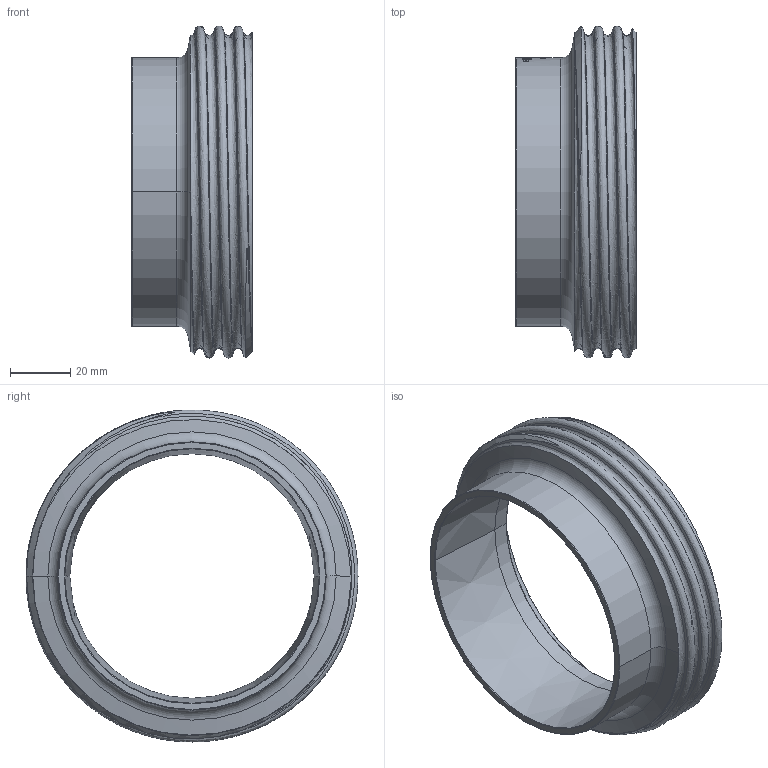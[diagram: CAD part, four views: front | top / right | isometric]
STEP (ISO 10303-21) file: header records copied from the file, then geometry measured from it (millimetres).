
FILE_DESCRIPTION (( 'STEP AP214' ), '1' );
FILE_NAME ('GL-213-088-x Gewindestutzen SC88,9x2,3 heco.STEP', '2017-09-14T06:58:44', ( '' ), ( '' ), 'SwSTEP 2.0', 'SolidWorks 2016', '' );
FILE_SCHEMA (( 'AUTOMOTIVE_DESIGN' ));
Length unit declared in the file: millimetre
Products named in the file (1): GL-213-088-x Gewindestutzen SC88,9x2,3 heco
Bounding box: 40 x 110 x 110 mm (x, y, z)
Volume: 71799.9 mm3; surface area: 33938.3 mm2
Topology: 1 solids, 1 shells, 244 faces, 632 edges, 414 vertices
Faces by surface type: bspline 127, plane 51, cylinder 36, torus 21, cone 9
Entity records: 27381 total; most frequent: CARTESIAN_POINT 20422, ORIENTED_EDGE 1264, EDGE_CURVE 632, DIRECTION 565, B_SPLINE_CURVE_WITH_KNOTS 417, VERTEX_POINT 414, EDGE_LOOP 270, FACE_OUTER_BOUND 244
